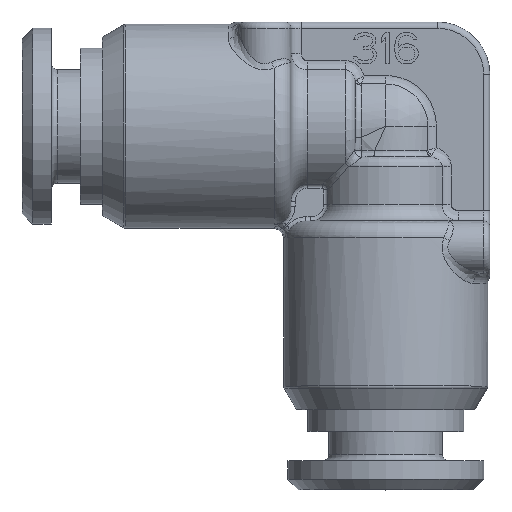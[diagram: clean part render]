
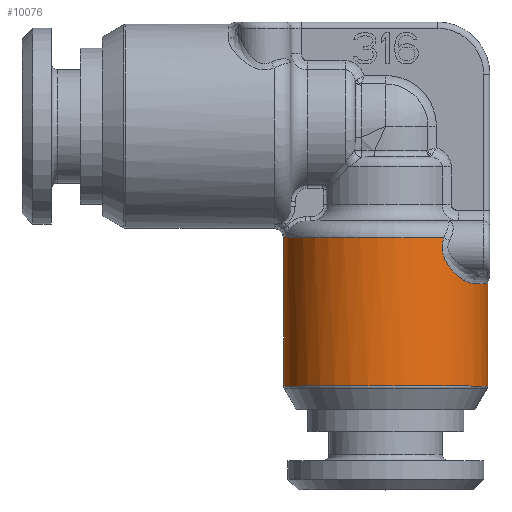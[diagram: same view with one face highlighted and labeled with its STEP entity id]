
A CAD part, top view. The second image highlights one B-rep face of the part: STEP entity #10076.
In plain terms, the highlighted cylindrical face has radius 4.9 mm (diameter 9.8 mm), a partial arc.
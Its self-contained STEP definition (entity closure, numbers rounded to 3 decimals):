
#2457=CARTESIAN_POINT('',(0.,-12.47,0.));
#2458=DIRECTION('',(0.,1.,0.));
#2459=DIRECTION('',(-1.,0.,0.));
#2460=AXIS2_PLACEMENT_3D('',#2457,#2458,#2459);
#2462=DIRECTION('',(0.,1.,0.));
#2463=VECTOR('',#2462,7.07);
#2464=CARTESIAN_POINT('',(-4.9,-12.47,0.));
#2465=LINE('',#2464,#2463);
#2466=CARTESIAN_POINT('',(-4.855,-5.35,
0.665));
#2467=CARTESIAN_POINT('',(-4.865,-5.361,
0.593));
#2468=CARTESIAN_POINT('',(-4.881,-5.379,
0.447));
#2469=CARTESIAN_POINT('',(-4.897,-5.396,
0.225));
#2470=CARTESIAN_POINT('',(-4.9,-5.4,
0.075));
#2471=CARTESIAN_POINT('',(-4.9,-5.4,0.));
#2473=CARTESIAN_POINT('',(-4.855,-5.35,
0.665));
#2474=CARTESIAN_POINT('',(-4.845,-5.34,
0.732));
#2475=CARTESIAN_POINT('',(-4.824,-5.316,
0.867));
#2476=CARTESIAN_POINT('',(-4.783,-5.272,
1.069));
#2477=CARTESIAN_POINT('',(-4.75,-5.235,
1.205));
#2478=CARTESIAN_POINT('',(-4.732,-5.215,
1.272));
#2480=CARTESIAN_POINT('',(-4.732,-5.215,
1.272));
#2481=CARTESIAN_POINT('',(-4.729,-5.23,
1.284));
#2482=CARTESIAN_POINT('',(-4.722,-5.259,
1.309));
#2483=CARTESIAN_POINT('',(-4.711,-5.304,
1.349));
#2484=CARTESIAN_POINT('',(-4.702,-5.334,
1.378));
#2485=CARTESIAN_POINT('',(-4.698,-5.35,
1.393));
#2487=CARTESIAN_POINT('',(2.787,-5.35,4.03));
#2488=CARTESIAN_POINT('',(2.746,-5.468,4.059));
#2489=CARTESIAN_POINT('',(2.698,-5.705,4.09));
#2490=CARTESIAN_POINT('',(2.717,-6.054,4.078));
#2491=CARTESIAN_POINT('',(2.837,-6.408,3.997));
#2492=CARTESIAN_POINT('',(3.036,-6.738,3.85));
#2493=CARTESIAN_POINT('',(3.287,-7.033,3.64));
#2494=CARTESIAN_POINT('',(3.575,-7.288,3.361));
#2495=CARTESIAN_POINT('',(3.902,-7.491,2.98));
#2496=CARTESIAN_POINT('',(4.114,-7.55,2.669));
#2497=CARTESIAN_POINT('',(4.217,-7.55,2.495));
#2499=CARTESIAN_POINT('',(0.,-7.55,0.));
#2500=DIRECTION('',(0.,1.,0.));
#2501=DIRECTION('',(0.861,0.,0.509));
#2502=AXIS2_PLACEMENT_3D('',#2499,#2500,#2501);
#2504=DIRECTION('',(0.,1.,0.));
#2505=VECTOR('',#2504,4.92);
#2506=CARTESIAN_POINT('',(4.9,-12.47,0.));
#2507=LINE('',#2506,#2505);
#2565=CARTESIAN_POINT('',(-4.9,-5.4,0.));
#2701=CARTESIAN_POINT('',(2.787,-5.35,4.03));
#2703=CARTESIAN_POINT('',(0.,-5.35,0.));
#2704=DIRECTION('',(0.,-1.,0.));
#2705=DIRECTION('',(0.569,0.,0.822));
#2706=AXIS2_PLACEMENT_3D('',#2703,#2704,#2705);
#5096=CARTESIAN_POINT('',(4.9,-7.55,0.));
#5097=VERTEX_POINT('',#5096);
#5100=VERTEX_POINT('',#2701);
#5101=VERTEX_POINT('',#2497);
#5193=VERTEX_POINT('',#2565);
#5196=VERTEX_POINT('',#2466);
#5249=VERTEX_POINT('',#2480);
#5250=VERTEX_POINT('',#2485);
#5285=CARTESIAN_POINT('',(4.9,-12.47,0.));
#5286=CARTESIAN_POINT('',(-4.9,-12.47,0.));
#5287=VERTEX_POINT('',#5285);
#5288=VERTEX_POINT('',#5286);
#10053=CARTESIAN_POINT('',(0.,-14.405,0.));
#10054=DIRECTION('',(0.,1.,0.));
#10055=DIRECTION('',(1.,0.,0.));
#10056=AXIS2_PLACEMENT_3D('',#10053,#10054,#10055);
#10057=CYLINDRICAL_SURFACE('',#10056,4.9);
#10059=ORIENTED_EDGE('',*,*,#10058,.F.);
#10061=ORIENTED_EDGE('',*,*,#10060,.T.);
#10063=ORIENTED_EDGE('',*,*,#10062,.F.);
#10065=ORIENTED_EDGE('',*,*,#10064,.T.);
#10066=ORIENTED_EDGE('',*,*,#10045,.T.);
#10068=ORIENTED_EDGE('',*,*,#10067,.F.);
#10070=ORIENTED_EDGE('',*,*,#10069,.T.);
#10071=ORIENTED_EDGE('',*,*,#6269,.T.);
#10073=ORIENTED_EDGE('',*,*,#10072,.F.);
#10074=EDGE_LOOP('',(#10059,#10061,#10063,#10065,#10066,#10068,#10070,#10071,
#10073));
#10075=FACE_OUTER_BOUND('',#10074,.F.);
#10076=ADVANCED_FACE('',(#10075),#10057,.T.);
#2461=CIRCLE('',#2460,4.9);
#2472=B_SPLINE_CURVE_WITH_KNOTS('',3,(#2466,#2467,#2468,#2469,#2470,#2471),
.UNSPECIFIED.,.F.,.F.,(4,1,1,4),(0.,0.333,0.667,1.),
.UNSPECIFIED.);
#2479=B_SPLINE_CURVE_WITH_KNOTS('',3,(#2473,#2474,#2475,#2476,#2477,#2478),
.UNSPECIFIED.,.F.,.F.,(4,1,1,4),(0.,0.333,0.667,1.),
.UNSPECIFIED.);
#2486=B_SPLINE_CURVE_WITH_KNOTS('',3,(#2480,#2481,#2482,#2483,#2484,#2485),
.UNSPECIFIED.,.F.,.F.,(4,1,1,4),(0.,0.333,0.667,1.),
.UNSPECIFIED.);
#2498=B_SPLINE_CURVE_WITH_KNOTS('',3,(#2487,#2488,#2489,#2490,#2491,#2492,#2493,
#2494,#2495,#2496,#2497),.UNSPECIFIED.,.F.,.F.,(4,1,1,1,1,1,1,1,4),(0.,
0.125,0.25,0.375,0.5,0.625,0.75,0.875,1.),.UNSPECIFIED.);
#2503=CIRCLE('',#2502,4.9);
#2707=CIRCLE('',#2706,4.9);
#6269=EDGE_CURVE('',#5101,#5097,#2503,.T.);
#10045=EDGE_CURVE('',#5249,#5250,#2486,.T.);
#10058=EDGE_CURVE('',#5288,#5287,#2461,.T.);
#10060=EDGE_CURVE('',#5288,#5193,#2465,.T.);
#10062=EDGE_CURVE('',#5196,#5193,#2472,.T.);
#10064=EDGE_CURVE('',#5196,#5249,#2479,.T.);
#10067=EDGE_CURVE('',#5100,#5250,#2707,.T.);
#10069=EDGE_CURVE('',#5100,#5101,#2498,.T.);
#10072=EDGE_CURVE('',#5287,#5097,#2507,.T.);
